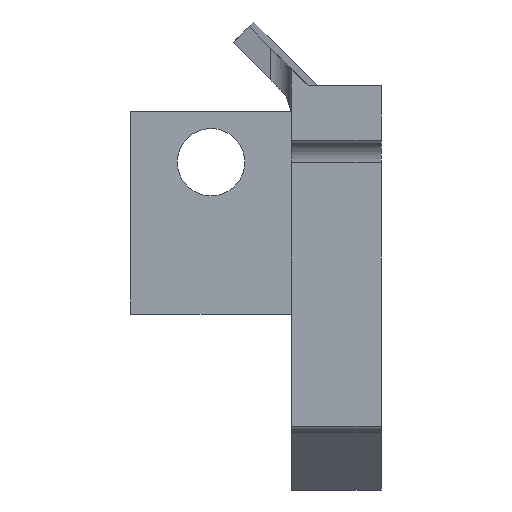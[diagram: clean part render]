
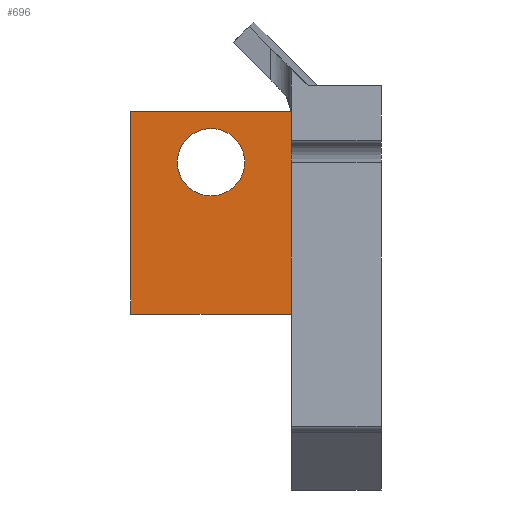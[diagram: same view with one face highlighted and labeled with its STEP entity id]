
A CAD part, left-side view. The second image highlights one B-rep face of the part: STEP entity #696.
In plain terms, the highlighted planar face has unit normal (-1, 0, 0).
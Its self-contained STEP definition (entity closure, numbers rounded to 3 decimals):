
#34 = AXIS2_PLACEMENT_3D ( 'NONE', #1377, #262, #141 ) ;
#53 = DIRECTION ( 'NONE',  ( 0., -1., 0. ) ) ;
#91 = CARTESIAN_POINT ( 'NONE',  ( -11.525, 15.144, -1.501 ) ) ;
#99 = CARTESIAN_POINT ( 'NONE',  ( -11.525, 22.288, -15.001 ) ) ;
#106 = DIRECTION ( 'NONE',  ( -1., 0., 0. ) ) ;
#141 = DIRECTION ( 'NONE',  ( 0., 0., -1. ) ) ;
#167 = VERTEX_POINT ( 'NONE', #706 ) ;
#177 = EDGE_CURVE ( 'NONE', #480, #191, #197, .T. ) ;
#191 = VERTEX_POINT ( 'NONE', #840 ) ;
#197 = LINE ( 'NONE', #739, #453 ) ;
#262 = DIRECTION ( 'NONE',  ( 1., 0., 0. ) ) ;
#297 = ORIENTED_EDGE ( 'NONE', *, *, #315, .T. ) ;
#303 = AXIS2_PLACEMENT_3D ( 'NONE', #91, #106, #527 ) ;
#315 = EDGE_CURVE ( 'NONE', #191, #647, #482, .T. ) ;
#323 = EDGE_LOOP ( 'NONE', ( #297, #869, #617, #1157 ) ) ;
#350 = VERTEX_POINT ( 'NONE', #1588 ) ;
#370 = DIRECTION ( 'NONE',  ( -1., 0., 0. ) ) ;
#392 = VECTOR ( 'NONE', #1665, 1000. ) ;
#414 = CARTESIAN_POINT ( 'NONE',  ( -11.525, 22.288, 2.999 ) ) ;
#452 = EDGE_CURVE ( 'NONE', #167, #689, #1305, .T. ) ;
#453 = VECTOR ( 'NONE', #53, 1000. ) ;
#467 = EDGE_CURVE ( 'NONE', #689, #167, #786, .T. ) ;
#480 = VERTEX_POINT ( 'NONE', #99 ) ;
#482 = LINE ( 'NONE', #1402, #961 ) ;
#527 = DIRECTION ( 'NONE',  ( 0., 0., 1. ) ) ;
#563 = FACE_OUTER_BOUND ( 'NONE', #323, .T. ) ;
#581 = EDGE_CURVE ( 'NONE', #350, #647, #1778, .T. ) ;
#617 = ORIENTED_EDGE ( 'NONE', *, *, #1367, .F. ) ;
#647 = VERTEX_POINT ( 'NONE', #937 ) ;
#663 = CARTESIAN_POINT ( 'NONE',  ( -11.525, 22.288, -15.001 ) ) ;
#689 = VERTEX_POINT ( 'NONE', #821 ) ;
#696 = ADVANCED_FACE ( 'NONE', ( #1655, #563 ), #967, .F. ) ;
#706 = CARTESIAN_POINT ( 'NONE',  ( -11.525, 15.144, -4.501 ) ) ;
#739 = CARTESIAN_POINT ( 'NONE',  ( -11.525, 22.288, -15.001 ) ) ;
#786 = CIRCLE ( 'NONE', #1750, 3. ) ;
#821 = CARTESIAN_POINT ( 'NONE',  ( -11.525, 15.144, 1.499 ) ) ;
#840 = CARTESIAN_POINT ( 'NONE',  ( -11.525, 8., -15.001 ) ) ;
#855 = DIRECTION ( 'NONE',  ( 0., 0., 1. ) ) ;
#869 = ORIENTED_EDGE ( 'NONE', *, *, #581, .F. ) ;
#912 = DIRECTION ( 'NONE',  ( 0., 0., 1. ) ) ;
#937 = CARTESIAN_POINT ( 'NONE',  ( -11.525, 8., 2.999 ) ) ;
#961 = VECTOR ( 'NONE', #855, 1000. ) ;
#967 = PLANE ( 'NONE',  #34 ) ;
#1063 = LINE ( 'NONE', #663, #1587 ) ;
#1091 = EDGE_LOOP ( 'NONE', ( #1172, #1289 ) ) ;
#1157 = ORIENTED_EDGE ( 'NONE', *, *, #177, .T. ) ;
#1172 = ORIENTED_EDGE ( 'NONE', *, *, #467, .F. ) ;
#1289 = ORIENTED_EDGE ( 'NONE', *, *, #452, .F. ) ;
#1305 = CIRCLE ( 'NONE', #303, 3. ) ;
#1334 = CARTESIAN_POINT ( 'NONE',  ( -11.525, 15.144, -1.501 ) ) ;
#1367 = EDGE_CURVE ( 'NONE', #480, #350, #1063, .T. ) ;
#1377 = CARTESIAN_POINT ( 'NONE',  ( -11.525, 22.288, -15.001 ) ) ;
#1402 = CARTESIAN_POINT ( 'NONE',  ( -11.525, 8., -15.001 ) ) ;
#1587 = VECTOR ( 'NONE', #1634, 1000. ) ;
#1588 = CARTESIAN_POINT ( 'NONE',  ( -11.525, 22.288, 2.999 ) ) ;
#1634 = DIRECTION ( 'NONE',  ( 0., 0., 1. ) ) ;
#1655 = FACE_BOUND ( 'NONE', #1091, .T. ) ;
#1665 = DIRECTION ( 'NONE',  ( 0., -1., 0. ) ) ;
#1750 = AXIS2_PLACEMENT_3D ( 'NONE', #1334, #370, #912 ) ;
#1778 = LINE ( 'NONE', #414, #392 ) ;
